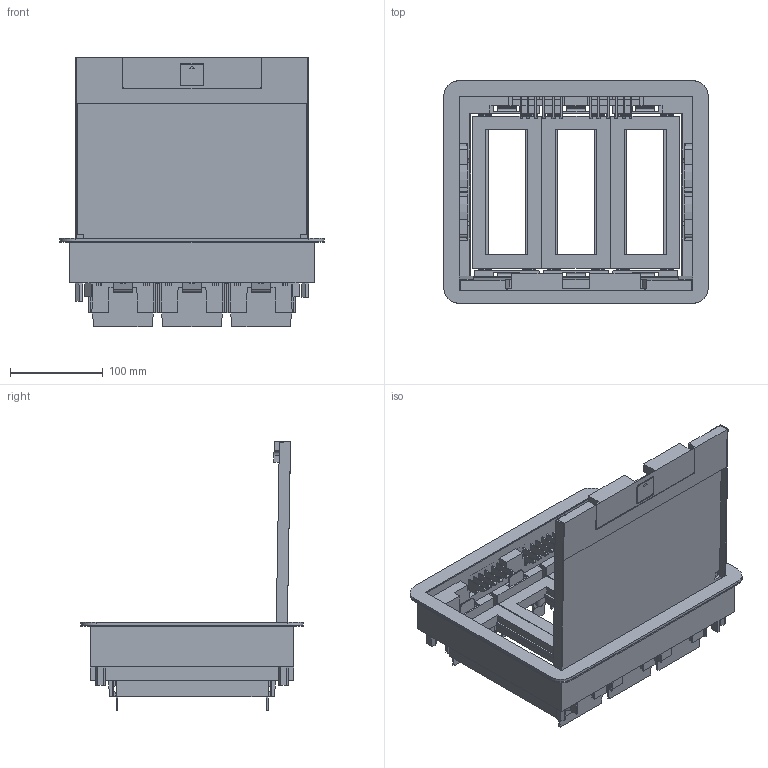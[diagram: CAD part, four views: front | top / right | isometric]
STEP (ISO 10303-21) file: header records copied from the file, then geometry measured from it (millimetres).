
FILE_DESCRIPTION(('CATIA V5 STEP Exchange','CAx-IF Rec.Pracs.--- Composite Materials ---3.4---2017-06-13'),'2;1');
FILE_NAME('LG-080728-S_open.stp','2025-05-02T15:23:39+00:00',('none'),('none'),'CATIA Version 5-6 Release 2020','CATIA V5 STEP AP203 v1','none');
FILE_SCHEMA(('CONFIG_CONTROL_DESIGN'));
Length unit declared in the file: millimetre
Products named in the file (3): A029388_A; A027504_A; A027674_A-ASS PLANCHER TECHNIQUE
Assembly tree (8 placements, depth 3):
  A029388_A
    #57
    #3531
    A027504_A
      #13741
    A027674_A-ASS PLANCHER TECHNIQUE  x3
      #19310
Bounding box: 285 x 240 x 290.37 mm (x, y, z)
Volume: 946063.5 mm3; surface area: 647666.8 mm2
Topology: 9 solids, 9 shells, 1407 faces, 4008 edges, 2622 vertices
Faces by surface type: plane 1180, cylinder 219, extrusion 8
Entity records: 27203 total; most frequent: ORIENTED_EDGE 5120, CARTESIAN_POINT 5018, DIRECTION 3658, EDGE_CURVE 2560, VECTOR 2200, LINE 2192, VERTEX_POINT 1678, EDGE_LOOP 966
